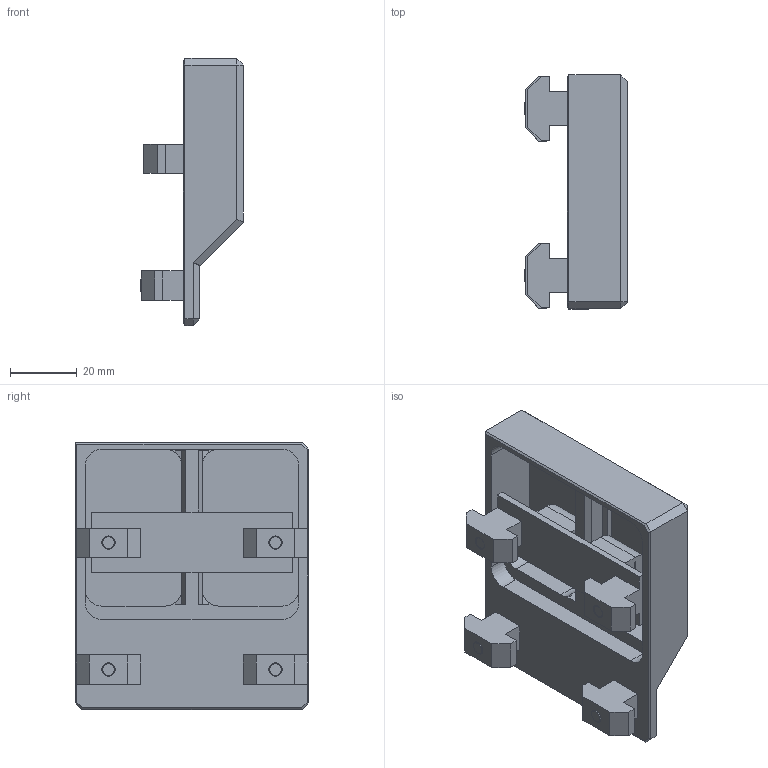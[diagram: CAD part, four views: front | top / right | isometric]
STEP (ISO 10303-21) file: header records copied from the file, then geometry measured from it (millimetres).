
FILE_DESCRIPTION (( 'STEP AP203' ), '1' );
FILE_NAME ('3_842_530_241_Bosch.step', '2024-06-10T09:14:42', ( '' ), ( '' ), 'SwSTEP 2.0', 'SolidWorks 2014', '' );
FILE_SCHEMA (( 'CONFIG_CONTROL_DESIGN' ));
Length unit declared in the file: millimetre
Products named in the file (1): 3_842_530_241_Bosch
Bounding box: 30.75 x 70 x 80 mm (x, y, z)
Volume: 43883.1 mm3; surface area: 26277.2 mm2
Topology: 1 solids, 7 shells, 245 faces, 624 edges, 403 vertices
Faces by surface type: plane 145, cylinder 54, cone 42, sphere 4
Entity records: 7489 total; most frequent: CARTESIAN_POINT 1435, ORIENTED_EDGE 1248, DIRECTION 1246, EDGE_CURVE 624, AXIS2_PLACEMENT_3D 426, VERTEX_POINT 403, VECTOR 394, LINE 394
